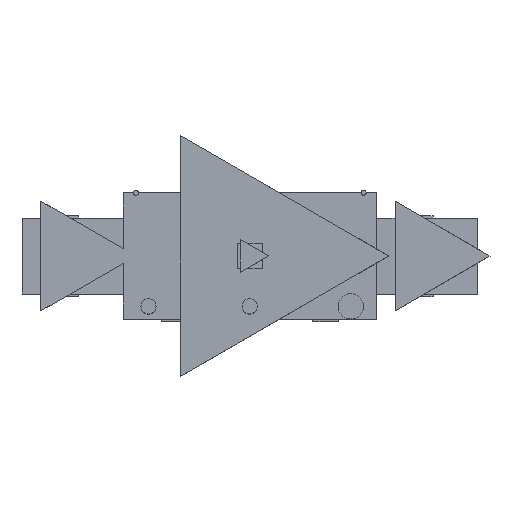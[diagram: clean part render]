
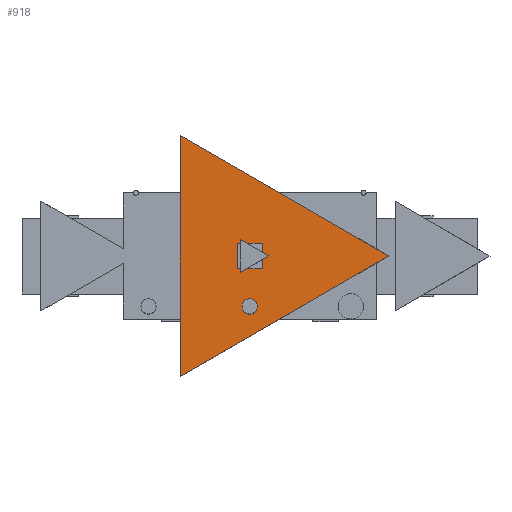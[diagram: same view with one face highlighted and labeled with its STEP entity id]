
A CAD part, top view. The second image highlights one B-rep face of the part: STEP entity #918.
In plain terms, the highlighted planar face has unit normal (0, 0, 1).
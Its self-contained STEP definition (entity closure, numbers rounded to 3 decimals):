
#468 = PLANE('',#469);
#469 = AXIS2_PLACEMENT_3D('',#470,#471,#472);
#470 = CARTESIAN_POINT('',(5.,-5.,35.));
#471 = DIRECTION('',(1.,0.,0.));
#472 = DIRECTION('',(0.,0.,1.));
#499 = PLANE('',#500);
#500 = AXIS2_PLACEMENT_3D('',#501,#502,#503);
#501 = CARTESIAN_POINT('',(-5.,5.,35.));
#502 = DIRECTION('',(0.,1.,0.));
#503 = DIRECTION('',(0.,0.,1.));
#583 = PLANE('',#584);
#584 = AXIS2_PLACEMENT_3D('',#585,#586,#587);
#585 = CARTESIAN_POINT('',(-5.,-5.,35.));
#586 = DIRECTION('',(0.,1.,0.));
#587 = DIRECTION('',(0.,0.,1.));
#686 = PLANE('',#687);
#687 = AXIS2_PLACEMENT_3D('',#688,#689,#690);
#688 = CARTESIAN_POINT('',(-5.,-5.,35.));
#689 = DIRECTION('',(1.,0.,0.));
#690 = DIRECTION('',(0.,0.,1.));
#724 = VERTEX_POINT('',#725);
#725 = CARTESIAN_POINT('',(5.,-5.,40.));
#746 = EDGE_CURVE('',#724,#747,#749,.T.);
#747 = VERTEX_POINT('',#748);
#748 = CARTESIAN_POINT('',(5.,5.,40.));
#749 = SURFACE_CURVE('',#750,(#754,#760),.PCURVE_S1.);
#750 = LINE('',#751,#752);
#751 = CARTESIAN_POINT('',(5.,-2.5,40.));
#752 = VECTOR('',#753,1.);
#753 = DIRECTION('',(0.,1.,0.));
#754 = PCURVE('',#468,#755);
#755 = DEFINITIONAL_REPRESENTATION('',(#756),#759);
#756 = B_SPLINE_CURVE_WITH_KNOTS('',1,(#757,#758),.UNSPECIFIED.,.F.,.F.,
  (2,2),(-2.5,7.5),.PIECEWISE_BEZIER_KNOTS.);
#757 = CARTESIAN_POINT('',(5.,0.));
#758 = CARTESIAN_POINT('',(5.,-10.));
#759 = ( GEOMETRIC_REPRESENTATION_CONTEXT(2) 
PARAMETRIC_REPRESENTATION_CONTEXT() REPRESENTATION_CONTEXT('2D SPACE',''
  ) );
#760 = PCURVE('',#761,#766);
#761 = PLANE('',#762);
#762 = AXIS2_PLACEMENT_3D('',#763,#764,#765);
#763 = CARTESIAN_POINT('',(0.,0.,40.));
#764 = DIRECTION('',(0.,0.,1.));
#765 = DIRECTION('',(1.,0.,-0.));
#766 = DEFINITIONAL_REPRESENTATION('',(#767),#770);
#767 = B_SPLINE_CURVE_WITH_KNOTS('',1,(#768,#769),.UNSPECIFIED.,.F.,.F.,
  (2,2),(-2.5,7.5),.PIECEWISE_BEZIER_KNOTS.);
#768 = CARTESIAN_POINT('',(5.,-5.));
#769 = CARTESIAN_POINT('',(5.,5.));
#770 = ( GEOMETRIC_REPRESENTATION_CONTEXT(2) 
PARAMETRIC_REPRESENTATION_CONTEXT() REPRESENTATION_CONTEXT('2D SPACE',''
  ) );
#800 = EDGE_CURVE('',#747,#801,#803,.T.);
#801 = VERTEX_POINT('',#802);
#802 = CARTESIAN_POINT('',(-5.,5.,40.));
#803 = SURFACE_CURVE('',#804,(#808,#814),.PCURVE_S1.);
#804 = LINE('',#805,#806);
#805 = CARTESIAN_POINT('',(-2.5,5.,40.));
#806 = VECTOR('',#807,1.);
#807 = DIRECTION('',(-1.,0.,0.));
#808 = PCURVE('',#499,#809);
#809 = DEFINITIONAL_REPRESENTATION('',(#810),#813);
#810 = B_SPLINE_CURVE_WITH_KNOTS('',1,(#811,#812),.UNSPECIFIED.,.F.,.F.,
  (2,2),(-7.5,2.5),.PIECEWISE_BEZIER_KNOTS.);
#811 = CARTESIAN_POINT('',(5.,10.));
#812 = CARTESIAN_POINT('',(5.,0.));
#813 = ( GEOMETRIC_REPRESENTATION_CONTEXT(2) 
PARAMETRIC_REPRESENTATION_CONTEXT() REPRESENTATION_CONTEXT('2D SPACE',''
  ) );
#814 = PCURVE('',#761,#815);
#815 = DEFINITIONAL_REPRESENTATION('',(#816),#819);
#816 = B_SPLINE_CURVE_WITH_KNOTS('',1,(#817,#818),.UNSPECIFIED.,.F.,.F.,
  (2,2),(-7.5,2.5),.PIECEWISE_BEZIER_KNOTS.);
#817 = CARTESIAN_POINT('',(5.,5.));
#818 = CARTESIAN_POINT('',(-5.,5.));
#819 = ( GEOMETRIC_REPRESENTATION_CONTEXT(2) 
PARAMETRIC_REPRESENTATION_CONTEXT() REPRESENTATION_CONTEXT('2D SPACE',''
  ) );
#849 = EDGE_CURVE('',#724,#850,#852,.T.);
#850 = VERTEX_POINT('',#851);
#851 = CARTESIAN_POINT('',(-5.,-5.,40.));
#852 = SURFACE_CURVE('',#853,(#857,#863),.PCURVE_S1.);
#853 = LINE('',#854,#855);
#854 = CARTESIAN_POINT('',(-2.5,-5.,40.));
#855 = VECTOR('',#856,1.);
#856 = DIRECTION('',(-1.,0.,0.));
#857 = PCURVE('',#583,#858);
#858 = DEFINITIONAL_REPRESENTATION('',(#859),#862);
#859 = B_SPLINE_CURVE_WITH_KNOTS('',1,(#860,#861),.UNSPECIFIED.,.F.,.F.,
  (2,2),(-7.5,2.5),.PIECEWISE_BEZIER_KNOTS.);
#860 = CARTESIAN_POINT('',(5.,10.));
#861 = CARTESIAN_POINT('',(5.,0.));
#862 = ( GEOMETRIC_REPRESENTATION_CONTEXT(2) 
PARAMETRIC_REPRESENTATION_CONTEXT() REPRESENTATION_CONTEXT('2D SPACE',''
  ) );
#863 = PCURVE('',#761,#864);
#864 = DEFINITIONAL_REPRESENTATION('',(#865),#868);
#865 = B_SPLINE_CURVE_WITH_KNOTS('',1,(#866,#867),.UNSPECIFIED.,.F.,.F.,
  (2,2),(-7.5,2.5),.PIECEWISE_BEZIER_KNOTS.);
#866 = CARTESIAN_POINT('',(5.,-5.));
#867 = CARTESIAN_POINT('',(-5.,-5.));
#868 = ( GEOMETRIC_REPRESENTATION_CONTEXT(2) 
PARAMETRIC_REPRESENTATION_CONTEXT() REPRESENTATION_CONTEXT('2D SPACE',''
  ) );
#898 = EDGE_CURVE('',#850,#801,#899,.T.);
#899 = SURFACE_CURVE('',#900,(#904,#910),.PCURVE_S1.);
#900 = LINE('',#901,#902);
#901 = CARTESIAN_POINT('',(-5.,-2.5,40.));
#902 = VECTOR('',#903,1.);
#903 = DIRECTION('',(0.,1.,0.));
#904 = PCURVE('',#686,#905);
#905 = DEFINITIONAL_REPRESENTATION('',(#906),#909);
#906 = B_SPLINE_CURVE_WITH_KNOTS('',1,(#907,#908),.UNSPECIFIED.,.F.,.F.,
  (2,2),(-2.5,7.5),.PIECEWISE_BEZIER_KNOTS.);
#907 = CARTESIAN_POINT('',(5.,0.));
#908 = CARTESIAN_POINT('',(5.,-10.));
#909 = ( GEOMETRIC_REPRESENTATION_CONTEXT(2) 
PARAMETRIC_REPRESENTATION_CONTEXT() REPRESENTATION_CONTEXT('2D SPACE',''
  ) );
#910 = PCURVE('',#761,#911);
#911 = DEFINITIONAL_REPRESENTATION('',(#912),#915);
#912 = B_SPLINE_CURVE_WITH_KNOTS('',1,(#913,#914),.UNSPECIFIED.,.F.,.F.,
  (2,2),(-2.5,7.5),.PIECEWISE_BEZIER_KNOTS.);
#913 = CARTESIAN_POINT('',(-5.,-5.));
#914 = CARTESIAN_POINT('',(-5.,5.));
#915 = ( GEOMETRIC_REPRESENTATION_CONTEXT(2) 
PARAMETRIC_REPRESENTATION_CONTEXT() REPRESENTATION_CONTEXT('2D SPACE',''
  ) );
#918 = ADVANCED_FACE('',(#919,#1005),#761,.T.);
#919 = FACE_BOUND('',#920,.T.);
#920 = EDGE_LOOP('',(#921,#951,#979));
#921 = ORIENTED_EDGE('',*,*,#922,.T.);
#922 = EDGE_CURVE('',#923,#925,#927,.T.);
#923 = VERTEX_POINT('',#924);
#924 = CARTESIAN_POINT('',(55.,0.,40.));
#925 = VERTEX_POINT('',#926);
#926 = CARTESIAN_POINT('',(-27.5,47.631,40.));
#927 = SURFACE_CURVE('',#928,(#932,#939),.PCURVE_S1.);
#928 = LINE('',#929,#930);
#929 = CARTESIAN_POINT('',(55.,0.,40.));
#930 = VECTOR('',#931,1.);
#931 = DIRECTION('',(-0.866,0.5,0.));
#932 = PCURVE('',#761,#933);
#933 = DEFINITIONAL_REPRESENTATION('',(#934),#938);
#934 = LINE('',#935,#936);
#935 = CARTESIAN_POINT('',(55.,0.));
#936 = VECTOR('',#937,1.);
#937 = DIRECTION('',(-0.866,0.5));
#938 = ( GEOMETRIC_REPRESENTATION_CONTEXT(2) 
PARAMETRIC_REPRESENTATION_CONTEXT() REPRESENTATION_CONTEXT('2D SPACE',''
  ) );
#939 = PCURVE('',#940,#945);
#940 = PLANE('',#941);
#941 = AXIS2_PLACEMENT_3D('',#942,#943,#944);
#942 = CARTESIAN_POINT('',(55.,0.,30.));
#943 = DIRECTION('',(-0.5,-0.866,0.));
#944 = DIRECTION('',(-0.866,0.5,0.));
#945 = DEFINITIONAL_REPRESENTATION('',(#946),#950);
#946 = LINE('',#947,#948);
#947 = CARTESIAN_POINT('',(0.,-10.));
#948 = VECTOR('',#949,1.);
#949 = DIRECTION('',(1.,0.));
#950 = ( GEOMETRIC_REPRESENTATION_CONTEXT(2) 
PARAMETRIC_REPRESENTATION_CONTEXT() REPRESENTATION_CONTEXT('2D SPACE',''
  ) );
#951 = ORIENTED_EDGE('',*,*,#952,.T.);
#952 = EDGE_CURVE('',#925,#953,#955,.T.);
#953 = VERTEX_POINT('',#954);
#954 = CARTESIAN_POINT('',(-27.5,-47.631,40.));
#955 = SURFACE_CURVE('',#956,(#960,#967),.PCURVE_S1.);
#956 = LINE('',#957,#958);
#957 = CARTESIAN_POINT('',(-27.5,47.631,40.));
#958 = VECTOR('',#959,1.);
#959 = DIRECTION('',(0.,-1.,0.));
#960 = PCURVE('',#761,#961);
#961 = DEFINITIONAL_REPRESENTATION('',(#962),#966);
#962 = LINE('',#963,#964);
#963 = CARTESIAN_POINT('',(-27.5,47.631));
#964 = VECTOR('',#965,1.);
#965 = DIRECTION('',(0.,-1.));
#966 = ( GEOMETRIC_REPRESENTATION_CONTEXT(2) 
PARAMETRIC_REPRESENTATION_CONTEXT() REPRESENTATION_CONTEXT('2D SPACE',''
  ) );
#967 = PCURVE('',#968,#973);
#968 = PLANE('',#969);
#969 = AXIS2_PLACEMENT_3D('',#970,#971,#972);
#970 = CARTESIAN_POINT('',(-27.5,47.631,30.));
#971 = DIRECTION('',(1.,0.,0.));
#972 = DIRECTION('',(0.,-1.,0.));
#973 = DEFINITIONAL_REPRESENTATION('',(#974),#978);
#974 = LINE('',#975,#976);
#975 = CARTESIAN_POINT('',(0.,-10.));
#976 = VECTOR('',#977,1.);
#977 = DIRECTION('',(1.,0.));
#978 = ( GEOMETRIC_REPRESENTATION_CONTEXT(2) 
PARAMETRIC_REPRESENTATION_CONTEXT() REPRESENTATION_CONTEXT('2D SPACE',''
  ) );
#979 = ORIENTED_EDGE('',*,*,#980,.T.);
#980 = EDGE_CURVE('',#953,#923,#981,.T.);
#981 = SURFACE_CURVE('',#982,(#986,#993),.PCURVE_S1.);
#982 = LINE('',#983,#984);
#983 = CARTESIAN_POINT('',(-27.5,-47.631,40.));
#984 = VECTOR('',#985,1.);
#985 = DIRECTION('',(0.866,0.5,0.));
#986 = PCURVE('',#761,#987);
#987 = DEFINITIONAL_REPRESENTATION('',(#988),#992);
#988 = LINE('',#989,#990);
#989 = CARTESIAN_POINT('',(-27.5,-47.631));
#990 = VECTOR('',#991,1.);
#991 = DIRECTION('',(0.866,0.5));
#992 = ( GEOMETRIC_REPRESENTATION_CONTEXT(2) 
PARAMETRIC_REPRESENTATION_CONTEXT() REPRESENTATION_CONTEXT('2D SPACE',''
  ) );
#993 = PCURVE('',#994,#999);
#994 = PLANE('',#995);
#995 = AXIS2_PLACEMENT_3D('',#996,#997,#998);
#996 = CARTESIAN_POINT('',(-27.5,-47.631,30.));
#997 = DIRECTION('',(-0.5,0.866,0.));
#998 = DIRECTION('',(0.866,0.5,0.));
#999 = DEFINITIONAL_REPRESENTATION('',(#1000),#1004);
#1000 = LINE('',#1001,#1002);
#1001 = CARTESIAN_POINT('',(0.,-10.));
#1002 = VECTOR('',#1003,1.);
#1003 = DIRECTION('',(1.,0.));
#1004 = ( GEOMETRIC_REPRESENTATION_CONTEXT(2) 
PARAMETRIC_REPRESENTATION_CONTEXT() REPRESENTATION_CONTEXT('2D SPACE',''
  ) );
#1005 = FACE_BOUND('',#1006,.T.);
#1006 = EDGE_LOOP('',(#1007,#1008,#1009,#1010));
#1007 = ORIENTED_EDGE('',*,*,#849,.T.);
#1008 = ORIENTED_EDGE('',*,*,#898,.T.);
#1009 = ORIENTED_EDGE('',*,*,#800,.F.);
#1010 = ORIENTED_EDGE('',*,*,#746,.F.);
